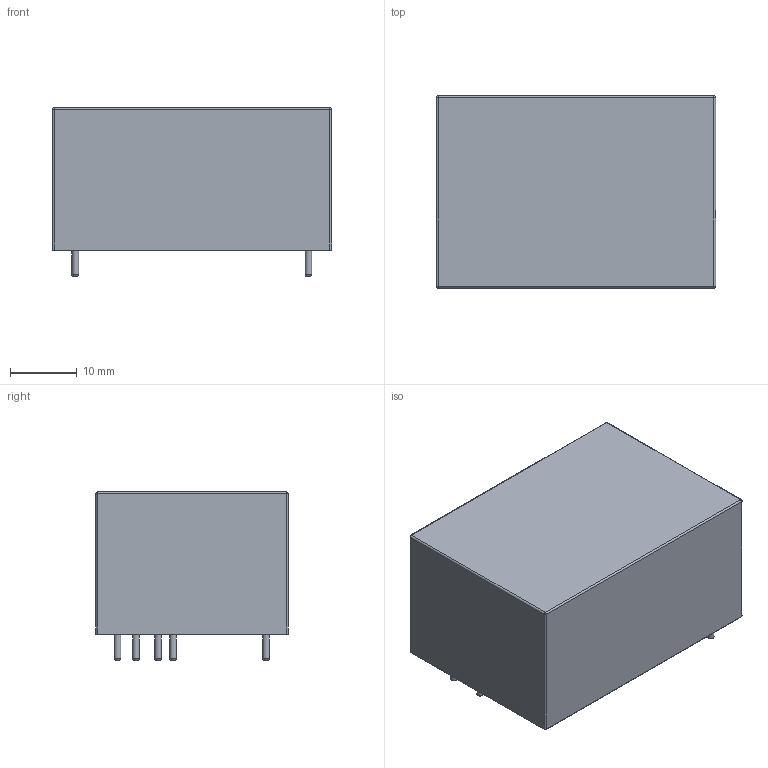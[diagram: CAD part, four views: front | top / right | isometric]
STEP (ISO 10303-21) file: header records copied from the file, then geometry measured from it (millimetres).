
FILE_DESCRIPTION(/* description */ ('model of Converter_ACDC_TRACO_TPP-15-1xx-D_THT'),/* implementation_level */ '2;1');
FILE_NAME(/* name */ 'Converter_ACDC_TRACO_TPP-15-1xx-D_THT.step',/* time_stamp */ '2023-06-16T08:41:19',/* author */ ('KiCAD','kicad'),/* organization */ ('OCCT'),/* preprocessor_version */ '',/* originating_system */ 'KiCAD',/* authorisation */ '');
FILE_SCHEMA(('AUTOMOTIVE_DESIGN { 1 0 10303 214 1 1 1 1 }'));
Length unit declared in the file: millimetre
Products named in the file (1): Converter_ACDC_TRACO_TPP-15-1xx-D_THT
Bounding box: 42 x 28.9 x 25.3 mm (x, y, z)
Volume: 26108 mm3; surface area: 5502.4 mm2
Topology: 1 solids, 1 shells, 41 faces, 81 edges, 43 vertices
Faces by surface type: cylinder 17, plane 11, torus 9, sphere 4
Full cylindrical faces by diameter (mm): 1 x5
Entity records: 1446 total; most frequent: DIRECTION 209, CARTESIAN_POINT 162, ORIENTED_EDGE 154, AXIS2_PLACEMENT_3D 90, EDGE_CURVE 77, CIRCLE 48, FACE_BOUND 46, EDGE_LOOP 46
